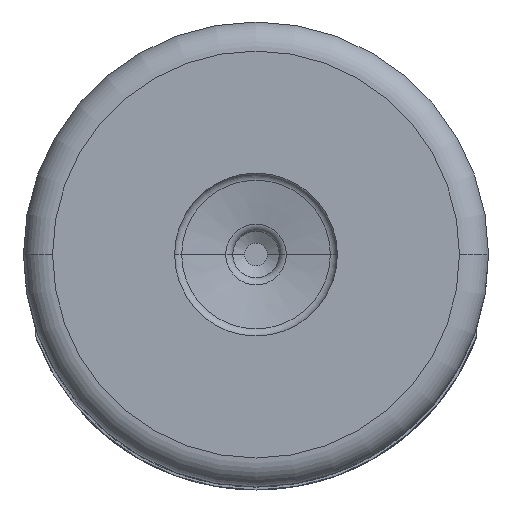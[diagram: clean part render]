
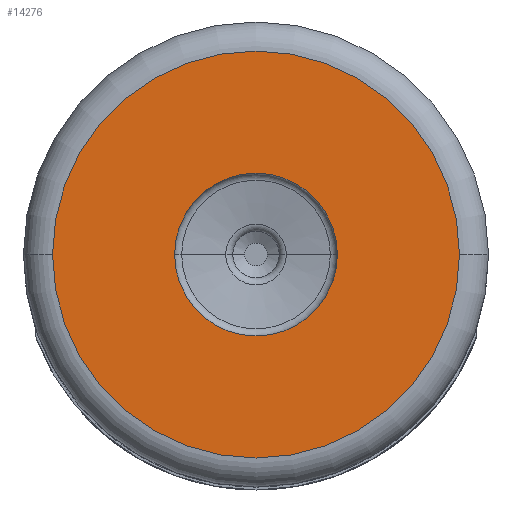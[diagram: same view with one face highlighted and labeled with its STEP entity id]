
A CAD part, front view. The second image highlights one B-rep face of the part: STEP entity #14276.
In plain terms, the highlighted planar face has unit normal (0, -1, 0).
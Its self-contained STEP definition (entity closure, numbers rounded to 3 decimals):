
#2045=CARTESIAN_POINT('',(0.,-4.,0.));
#2046=DIRECTION('',(0.,-1.,0.));
#2047=DIRECTION('',(1.,0.,0.));
#2048=AXIS2_PLACEMENT_3D('',#2045,#2046,#2047);
#2060=CARTESIAN_POINT('',(0.,-4.,0.));
#2061=DIRECTION('',(0.,-1.,0.));
#2062=DIRECTION('',(-1.,0.,0.));
#2063=AXIS2_PLACEMENT_3D('',#2060,#2061,#2062);
#2065=CARTESIAN_POINT('',(0.,-4.,0.));
#2066=DIRECTION('',(0.,-1.,0.));
#2067=DIRECTION('',(1.,0.,0.));
#2068=AXIS2_PLACEMENT_3D('',#2065,#2066,#2067);
#2070=CARTESIAN_POINT('',(0.,-4.,0.));
#2071=DIRECTION('',(0.,-1.,0.));
#2072=DIRECTION('',(-1.,0.,0.));
#2073=AXIS2_PLACEMENT_3D('',#2070,#2071,#2072);
#12090=CARTESIAN_POINT('',(-1.4,-4.,0.));
#12091=CARTESIAN_POINT('',(1.4,-4.,0.));
#12092=VERTEX_POINT('',#12090);
#12093=VERTEX_POINT('',#12091);
#12094=CARTESIAN_POINT('',(3.5,-4.,0.));
#12095=CARTESIAN_POINT('',(-3.5,-4.,0.));
#12096=VERTEX_POINT('',#12094);
#12097=VERTEX_POINT('',#12095);
#14260=CARTESIAN_POINT('',(0.,-4.,0.));
#14261=DIRECTION('',(0.,1.,0.));
#14262=DIRECTION('',(1.,0.,0.));
#14263=AXIS2_PLACEMENT_3D('',#14260,#14261,#14262);
#14264=PLANE('',#14263);
#14265=ORIENTED_EDGE('',*,*,#14250,.F.);
#14267=ORIENTED_EDGE('',*,*,#14266,.F.);
#14268=EDGE_LOOP('',(#14265,#14267));
#14269=FACE_OUTER_BOUND('',#14268,.F.);
#14271=ORIENTED_EDGE('',*,*,#14270,.T.);
#14273=ORIENTED_EDGE('',*,*,#14272,.T.);
#14274=EDGE_LOOP('',(#14271,#14273));
#14275=FACE_BOUND('',#14274,.F.);
#14276=ADVANCED_FACE('',(#14269,#14275),#14264,.F.);
#2049=CIRCLE('',#2048,3.5);
#2064=CIRCLE('',#2063,1.4);
#2069=CIRCLE('',#2068,1.4);
#2074=CIRCLE('',#2073,3.5);
#14250=EDGE_CURVE('',#12096,#12097,#2049,.T.);
#14266=EDGE_CURVE('',#12097,#12096,#2074,.T.);
#14270=EDGE_CURVE('',#12092,#12093,#2064,.T.);
#14272=EDGE_CURVE('',#12093,#12092,#2069,.T.);
